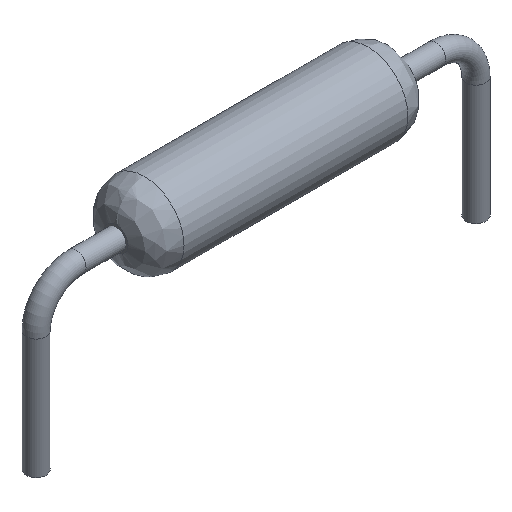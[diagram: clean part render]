
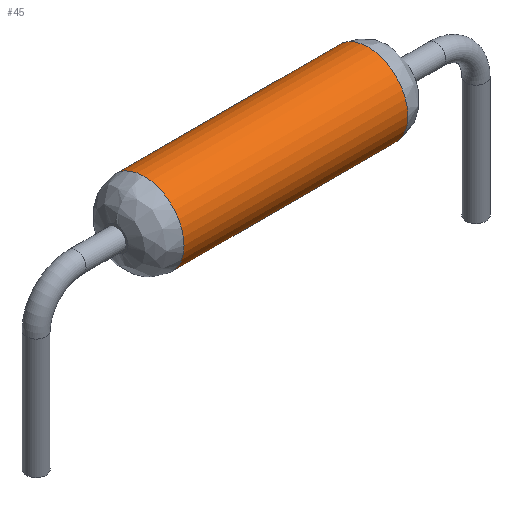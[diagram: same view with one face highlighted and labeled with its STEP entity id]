
A CAD part, isometric view. The second image highlights one B-rep face of the part: STEP entity #45.
In plain terms, the highlighted cylindrical face has radius 1 mm (diameter 2 mm), a full revolution.
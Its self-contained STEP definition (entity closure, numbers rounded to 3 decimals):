
#45 = ADVANCED_FACE( '', ( #96, #97 ), #98, .T. );
#96 = FACE_OUTER_BOUND( '', #187, .T. );
#97 = FACE_OUTER_BOUND( '', #188, .T. );
#98 = CYLINDRICAL_SURFACE( '', #189, 1. );
#187 = EDGE_LOOP( '', ( #277 ) );
#188 = EDGE_LOOP( '', ( #278 ) );
#189 = AXIS2_PLACEMENT_3D( '', #279, #280, #281 );
#277 = ORIENTED_EDGE( '', *, *, #337, .T. );
#278 = ORIENTED_EDGE( '', *, *, #333, .T. );
#279 = CARTESIAN_POINT( '', ( 3.5, 0., 1. ) );
#280 = DIRECTION( '', ( 1., 0., 0. ) );
#281 = DIRECTION( '', ( 0., 0., 1. ) );
#333 = EDGE_CURVE( '', #363, #363, #364, .T. );
#337 = EDGE_CURVE( '', #369, #369, #370, .F. );
#363 = VERTEX_POINT( '', #400 );
#364 = CIRCLE( '', #401, 1. );
#369 = VERTEX_POINT( '', #406 );
#370 = CIRCLE( '', #407, 1. );
#400 = CARTESIAN_POINT( '', ( 2.8, 0., 2. ) );
#401 = AXIS2_PLACEMENT_3D( '', #439, #440, #441 );
#406 = CARTESIAN_POINT( '', ( -2.8, 0., 2. ) );
#407 = AXIS2_PLACEMENT_3D( '', #445, #446, #447 );
#439 = CARTESIAN_POINT( '', ( 2.8, 0., 1. ) );
#440 = DIRECTION( '', ( -1., 0., 0. ) );
#441 = DIRECTION( '', ( 0., 0., 1. ) );
#445 = CARTESIAN_POINT( '', ( -2.8, 0., 1. ) );
#446 = DIRECTION( '', ( -1., 0., 0. ) );
#447 = DIRECTION( '', ( 0., 0., 1. ) );
